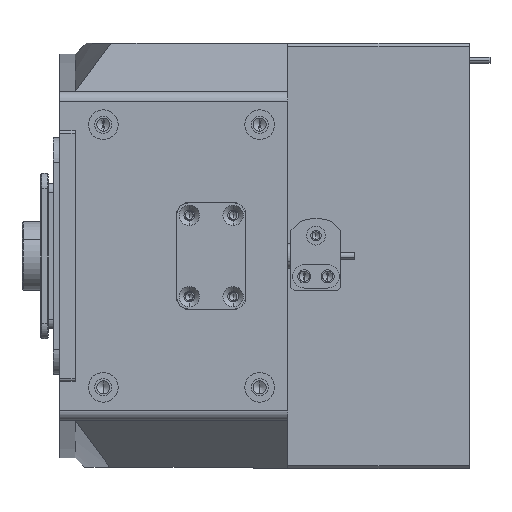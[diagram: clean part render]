
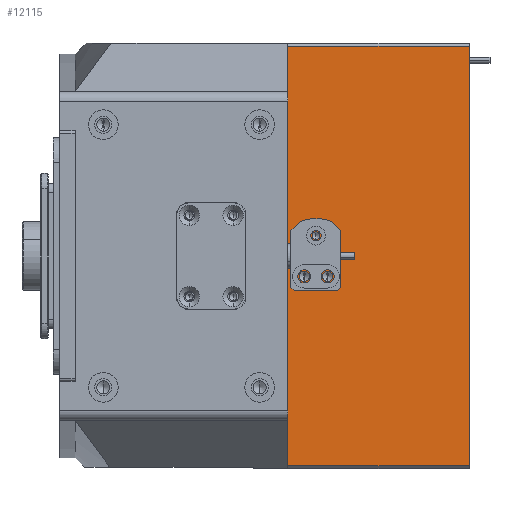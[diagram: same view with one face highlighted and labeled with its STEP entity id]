
A CAD part, left-side view. The second image highlights one B-rep face of the part: STEP entity #12115.
In plain terms, the highlighted planar face has unit normal (-1, 0, 0).
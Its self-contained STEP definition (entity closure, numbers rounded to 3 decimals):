
#173 = EDGE_LOOP ( 'NONE', ( #3367, #21659, #18909, #1003 ) ) ;
#603 = EDGE_CURVE ( 'NONE', #35314, #39435, #41985, .T. ) ;
#1003 = ORIENTED_EDGE ( 'NONE', *, *, #42753, .T. ) ;
#2079 = LINE ( 'NONE', #16142, #12176 ) ;
#3367 = ORIENTED_EDGE ( 'NONE', *, *, #17499, .T. ) ;
#3466 = ORIENTED_EDGE ( 'NONE', *, *, #43390, .F. ) ;
#3622 = ORIENTED_EDGE ( 'NONE', *, *, #26271, .F. ) ;
#3960 = DIRECTION ( 'NONE',  ( 0., 0., 1. ) ) ;
#4053 = AXIS2_PLACEMENT_3D ( 'NONE', #25888, #14801, #18948 ) ;
#4648 = FACE_BOUND ( 'NONE', #33522, .T. ) ;
#5017 = VECTOR ( 'NONE', #7184, 1000. ) ;
#5770 = DIRECTION ( 'NONE',  ( -1., 0., 0. ) ) ;
#6408 = VERTEX_POINT ( 'NONE', #48250 ) ;
#6807 = VERTEX_POINT ( 'NONE', #43032 ) ;
#7184 = DIRECTION ( 'NONE',  ( 0., 0., -1. ) ) ;
#7733 = CARTESIAN_POINT ( 'NONE',  ( -109., -77.5, 68. ) ) ;
#9475 = CIRCLE ( 'NONE', #43222, 1.65 ) ;
#9646 = CARTESIAN_POINT ( 'NONE',  ( -109., -19.5, 67. ) ) ;
#10304 = EDGE_CURVE ( 'NONE', #12409, #30134, #45023, .T. ) ;
#12115 = ADVANCED_FACE ( 'NONE', ( #4648, #33122, #34320, #23042 ), #19504, .F. ) ;
#12176 = VECTOR ( 'NONE', #42623, 1000. ) ;
#12409 = VERTEX_POINT ( 'NONE', #29532 ) ;
#12980 = CARTESIAN_POINT ( 'NONE',  ( -109., -24.75, -6.5 ) ) ;
#14378 = EDGE_CURVE ( 'NONE', #6408, #32702, #2079, .T. ) ;
#14601 = VERTEX_POINT ( 'NONE', #9646 ) ;
#14801 = DIRECTION ( 'NONE',  ( -1., 0., 0. ) ) ;
#14816 = VECTOR ( 'NONE', #21961, 1000. ) ;
#15722 = CARTESIAN_POINT ( 'NONE',  ( -109., -24.75, -6.5 ) ) ;
#16142 = CARTESIAN_POINT ( 'NONE',  ( -109., -77.5, -67. ) ) ;
#16276 = LINE ( 'NONE', #18287, #5017 ) ;
#16878 = DIRECTION ( 'NONE',  ( 0., 0., 1. ) ) ;
#17499 = EDGE_CURVE ( 'NONE', #14601, #6408, #32595, .T. ) ;
#18010 = ORIENTED_EDGE ( 'NONE', *, *, #10304, .F. ) ;
#18287 = CARTESIAN_POINT ( 'NONE',  ( -109., -77.5, 68. ) ) ;
#18909 = ORIENTED_EDGE ( 'NONE', *, *, #35250, .F. ) ;
#18948 = DIRECTION ( 'NONE',  ( 0., 0., 1. ) ) ;
#19504 = PLANE ( 'NONE',  #44231 ) ;
#19555 = DIRECTION ( 'NONE',  ( -1., 0., 0. ) ) ;
#20618 = EDGE_CURVE ( 'NONE', #39435, #35314, #9475, .T. ) ;
#20884 = DIRECTION ( 'NONE',  ( -1., 0., 0. ) ) ;
#21659 = ORIENTED_EDGE ( 'NONE', *, *, #14378, .T. ) ;
#21961 = DIRECTION ( 'NONE',  ( 0., 0., -1. ) ) ;
#22191 = EDGE_CURVE ( 'NONE', #30134, #12409, #24218, .T. ) ;
#22839 = ORIENTED_EDGE ( 'NONE', *, *, #603, .F. ) ;
#22970 = DIRECTION ( 'NONE',  ( 1., 0., 0. ) ) ;
#23042 = FACE_OUTER_BOUND ( 'NONE', #173, .T. ) ;
#23966 = CARTESIAN_POINT ( 'NONE',  ( -109., -28.5, 6.5 ) ) ;
#24035 = CARTESIAN_POINT ( 'NONE',  ( -109., -32.25, -6.5 ) ) ;
#24218 = CIRCLE ( 'NONE', #48038, 1.25 ) ;
#24343 = CIRCLE ( 'NONE', #4053, 1.65 ) ;
#25128 = DIRECTION ( 'NONE',  ( 0., 1., 0. ) ) ;
#25271 = CARTESIAN_POINT ( 'NONE',  ( -109., -77.5, 67. ) ) ;
#25888 = CARTESIAN_POINT ( 'NONE',  ( -109., -32.25, -6.5 ) ) ;
#26271 = EDGE_CURVE ( 'NONE', #29664, #6807, #38495, .T. ) ;
#27243 = DIRECTION ( 'NONE',  ( 0., 0., -1. ) ) ;
#28561 = CARTESIAN_POINT ( 'NONE',  ( -109., -28.5, 7.75 ) ) ;
#29532 = CARTESIAN_POINT ( 'NONE',  ( -109., -28.5, 5.25 ) ) ;
#29664 = VERTEX_POINT ( 'NONE', #42398 ) ;
#30134 = VERTEX_POINT ( 'NONE', #28561 ) ;
#31159 = ORIENTED_EDGE ( 'NONE', *, *, #20618, .F. ) ;
#31235 = CARTESIAN_POINT ( 'NONE',  ( -109., -77.5, -67. ) ) ;
#31460 = EDGE_LOOP ( 'NONE', ( #22839, #31159 ) ) ;
#31895 = DIRECTION ( 'NONE',  ( -1., 0., 0. ) ) ;
#32595 = LINE ( 'NONE', #36384, #14816 ) ;
#32702 = VERTEX_POINT ( 'NONE', #31235 ) ;
#33122 = FACE_BOUND ( 'NONE', #31460, .T. ) ;
#33522 = EDGE_LOOP ( 'NONE', ( #43487, #18010 ) ) ;
#34320 = FACE_BOUND ( 'NONE', #43280, .T. ) ;
#35250 = EDGE_CURVE ( 'NONE', #46950, #32702, #16276, .T. ) ;
#35314 = VERTEX_POINT ( 'NONE', #49105 ) ;
#36248 = VECTOR ( 'NONE', #25128, 1000. ) ;
#36384 = CARTESIAN_POINT ( 'NONE',  ( -109., -19.5, 68. ) ) ;
#37873 = AXIS2_PLACEMENT_3D ( 'NONE', #23966, #31895, #43294 ) ;
#38495 = CIRCLE ( 'NONE', #47525, 1.65 ) ;
#38640 = LINE ( 'NONE', #25271, #36248 ) ;
#39356 = DIRECTION ( 'NONE',  ( -1., 0., 0. ) ) ;
#39435 = VERTEX_POINT ( 'NONE', #45860 ) ;
#39494 = DIRECTION ( 'NONE',  ( 0., 0., 1. ) ) ;
#41985 = CIRCLE ( 'NONE', #44170, 1.65 ) ;
#42398 = CARTESIAN_POINT ( 'NONE',  ( -109., -32.25, -8.15 ) ) ;
#42623 = DIRECTION ( 'NONE',  ( 0., -1., 0. ) ) ;
#42753 = EDGE_CURVE ( 'NONE', #46950, #14601, #38640, .T. ) ;
#43032 = CARTESIAN_POINT ( 'NONE',  ( -109., -32.25, -4.85 ) ) ;
#43222 = AXIS2_PLACEMENT_3D ( 'NONE', #12980, #39356, #39494 ) ;
#43280 = EDGE_LOOP ( 'NONE', ( #3466, #3622 ) ) ;
#43294 = DIRECTION ( 'NONE',  ( 0., 0., 1. ) ) ;
#43390 = EDGE_CURVE ( 'NONE', #6807, #29664, #24343, .T. ) ;
#43487 = ORIENTED_EDGE ( 'NONE', *, *, #22191, .F. ) ;
#43550 = DIRECTION ( 'NONE',  ( 0., 0., 1. ) ) ;
#44170 = AXIS2_PLACEMENT_3D ( 'NONE', #15722, #19555, #3960 ) ;
#44231 = AXIS2_PLACEMENT_3D ( 'NONE', #7733, #22970, #27243 ) ;
#45023 = CIRCLE ( 'NONE', #37873, 1.25 ) ;
#45860 = CARTESIAN_POINT ( 'NONE',  ( -109., -24.75, -8.15 ) ) ;
#46950 = VERTEX_POINT ( 'NONE', #47248 ) ;
#47248 = CARTESIAN_POINT ( 'NONE',  ( -109., -77.5, 67. ) ) ;
#47525 = AXIS2_PLACEMENT_3D ( 'NONE', #24035, #20884, #43550 ) ;
#47686 = CARTESIAN_POINT ( 'NONE',  ( -109., -28.5, 6.5 ) ) ;
#48038 = AXIS2_PLACEMENT_3D ( 'NONE', #47686, #5770, #16878 ) ;
#48250 = CARTESIAN_POINT ( 'NONE',  ( -109., -19.5, -67. ) ) ;
#49105 = CARTESIAN_POINT ( 'NONE',  ( -109., -24.75, -4.85 ) ) ;
